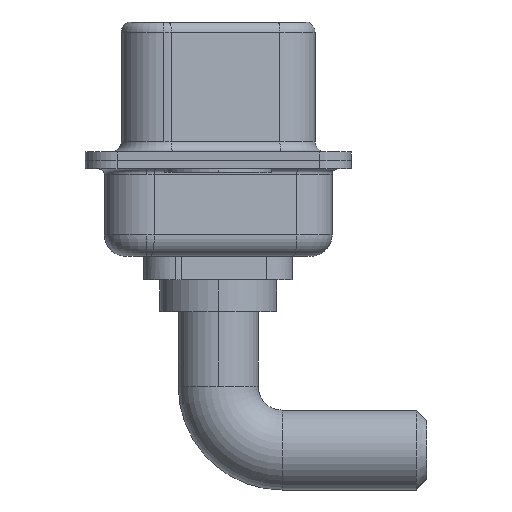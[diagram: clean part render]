
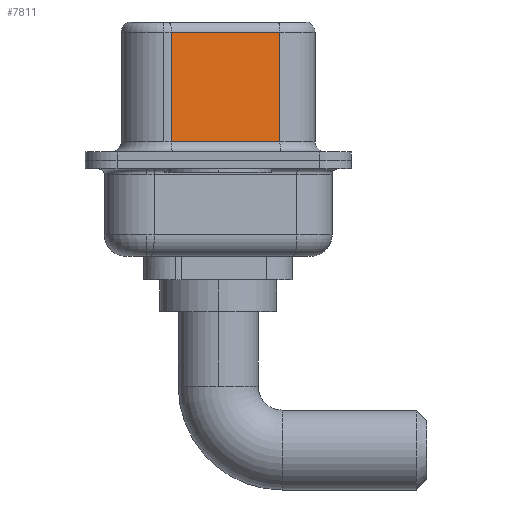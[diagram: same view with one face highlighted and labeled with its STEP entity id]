
A CAD part, left-side view. The second image highlights one B-rep face of the part: STEP entity #7811.
In plain terms, the highlighted planar face has unit normal (-0.985, -0.174, 0).
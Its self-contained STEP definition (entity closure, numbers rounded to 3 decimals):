
#73 = ORIENTED_EDGE ( 'NONE', *, *, #4450, .F. ) ;
#220 = CARTESIAN_POINT ( 'NONE',  ( 3.68, 2.203, 6.02 ) ) ;
#784 = FACE_OUTER_BOUND ( 'NONE', #11712, .T. ) ;
#1182 = EDGE_CURVE ( 'NONE', #1523, #12447, #3601, .T. ) ;
#1445 = DIRECTION ( 'NONE',  ( -0.174, 0.985, 0. ) ) ;
#1523 = VERTEX_POINT ( 'NONE', #7609 ) ;
#1667 = AXIS2_PLACEMENT_3D ( 'NONE', #10472, #5640, #1849 ) ;
#1849 = DIRECTION ( 'NONE',  ( -0.174, 0.985, 0. ) ) ;
#1886 = ORIENTED_EDGE ( 'NONE', *, *, #4388, .T. ) ;
#2437 = VECTOR ( 'NONE', #9258, 1000. ) ;
#2490 = DIRECTION ( 'NONE',  ( 0., 0., -1. ) ) ;
#2845 = CARTESIAN_POINT ( 'NONE',  ( 4.58, -2.897, 0.9 ) ) ;
#2889 = CARTESIAN_POINT ( 'NONE',  ( 4.58, -2.897, 0.9 ) ) ;
#3257 = VECTOR ( 'NONE', #2490, 1000. ) ;
#3510 = LINE ( 'NONE', #5365, #2437 ) ;
#3601 = LINE ( 'NONE', #2889, #7196 ) ;
#4388 = EDGE_CURVE ( 'NONE', #12557, #1523, #3510, .T. ) ;
#4450 = EDGE_CURVE ( 'NONE', #5849, #12447, #11428, .T. ) ;
#5052 = ORIENTED_EDGE ( 'NONE', *, *, #9229, .T. ) ;
#5365 = CARTESIAN_POINT ( 'NONE',  ( 3.68, 2.203, 6.52 ) ) ;
#5640 = DIRECTION ( 'NONE',  ( 0.985, 0.174, 0. ) ) ;
#5761 = PLANE ( 'NONE',  #1667 ) ;
#5849 = VERTEX_POINT ( 'NONE', #10808 ) ;
#7196 = VECTOR ( 'NONE', #7807, 1000. ) ;
#7609 = CARTESIAN_POINT ( 'NONE',  ( 3.68, 2.203, 0.9 ) ) ;
#7807 = DIRECTION ( 'NONE',  ( 0.174, -0.985, 0. ) ) ;
#7811 = ADVANCED_FACE ( 'NONE', ( #784 ), #5761, .F. ) ;
#8058 = ORIENTED_EDGE ( 'NONE', *, *, #1182, .T. ) ;
#8226 = VECTOR ( 'NONE', #1445, 1000. ) ;
#8292 = CARTESIAN_POINT ( 'NONE',  ( 4.58, -2.897, 6.02 ) ) ;
#8366 = CARTESIAN_POINT ( 'NONE',  ( 4.58, -2.897, 6.52 ) ) ;
#9229 = EDGE_CURVE ( 'NONE', #5849, #12557, #12295, .T. ) ;
#9258 = DIRECTION ( 'NONE',  ( 0., 0., -1. ) ) ;
#10472 = CARTESIAN_POINT ( 'NONE',  ( 4.58, -2.897, 6.52 ) ) ;
#10808 = CARTESIAN_POINT ( 'NONE',  ( 4.58, -2.897, 6.02 ) ) ;
#11428 = LINE ( 'NONE', #8366, #3257 ) ;
#11712 = EDGE_LOOP ( 'NONE', ( #73, #5052, #1886, #8058 ) ) ;
#12295 = LINE ( 'NONE', #8292, #8226 ) ;
#12447 = VERTEX_POINT ( 'NONE', #2845 ) ;
#12557 = VERTEX_POINT ( 'NONE', #220 ) ;
